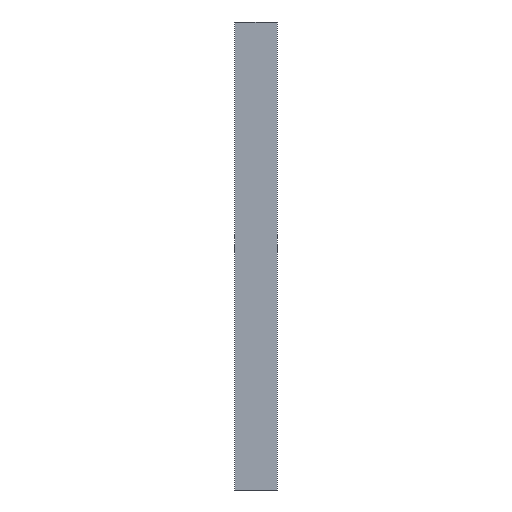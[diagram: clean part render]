
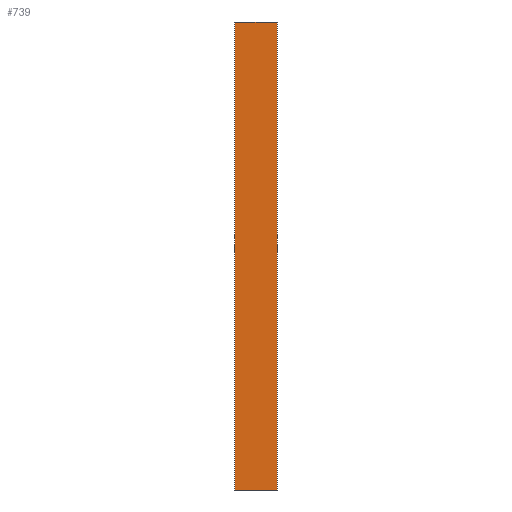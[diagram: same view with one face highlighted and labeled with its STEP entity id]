
A CAD part, left-side view. The second image highlights one B-rep face of the part: STEP entity #739.
In plain terms, the highlighted planar face has unit normal (-1, 0, 0).
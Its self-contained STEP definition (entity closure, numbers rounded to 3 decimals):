
#24 = EDGE_CURVE ( 'NONE', #785, #733, #958, .T. ) ;
#43 = ORIENTED_EDGE ( 'NONE', *, *, #24, .T. ) ;
#142 = CARTESIAN_POINT ( 'NONE',  ( -11.3, 0., 550. ) ) ;
#157 = DIRECTION ( 'NONE',  ( 0., 1., 0. ) ) ;
#169 = CARTESIAN_POINT ( 'NONE',  ( -11.3, 0., 550. ) ) ;
#181 = LINE ( 'NONE', #480, #531 ) ;
#207 = DIRECTION ( 'NONE',  ( 0., -1., 0. ) ) ;
#216 = LINE ( 'NONE', #142, #442 ) ;
#238 = FACE_OUTER_BOUND ( 'NONE', #768, .T. ) ;
#259 = EDGE_CURVE ( 'NONE', #415, #728, #216, .T. ) ;
#278 = CARTESIAN_POINT ( 'NONE',  ( -11.3, 100., 550. ) ) ;
#311 = ORIENTED_EDGE ( 'NONE', *, *, #481, .F. ) ;
#351 = LINE ( 'NONE', #278, #961 ) ;
#386 = AXIS2_PLACEMENT_3D ( 'NONE', #695, #536, #157 ) ;
#401 = EDGE_CURVE ( 'NONE', #733, #728, #181, .T. ) ;
#415 = VERTEX_POINT ( 'NONE', #169 ) ;
#442 = VECTOR ( 'NONE', #754, 1000. ) ;
#480 = CARTESIAN_POINT ( 'NONE',  ( -11.3, 100., -550. ) ) ;
#481 = EDGE_CURVE ( 'NONE', #785, #415, #351, .T. ) ;
#531 = VECTOR ( 'NONE', #797, 1000. ) ;
#536 = DIRECTION ( 'NONE',  ( 1., 0., 0. ) ) ;
#599 = VECTOR ( 'NONE', #963, 1000. ) ;
#685 = ORIENTED_EDGE ( 'NONE', *, *, #401, .T. ) ;
#695 = CARTESIAN_POINT ( 'NONE',  ( -11.3, 100., 550. ) ) ;
#725 = CARTESIAN_POINT ( 'NONE',  ( -11.3, 100., 550. ) ) ;
#728 = VERTEX_POINT ( 'NONE', #913 ) ;
#733 = VERTEX_POINT ( 'NONE', #924 ) ;
#739 = ADVANCED_FACE ( 'NONE', ( #238 ), #908, .F. ) ;
#754 = DIRECTION ( 'NONE',  ( 0., 0., -1. ) ) ;
#768 = EDGE_LOOP ( 'NONE', ( #685, #879, #311, #43 ) ) ;
#785 = VERTEX_POINT ( 'NONE', #933 ) ;
#797 = DIRECTION ( 'NONE',  ( 0., -1., 0. ) ) ;
#879 = ORIENTED_EDGE ( 'NONE', *, *, #259, .F. ) ;
#908 = PLANE ( 'NONE',  #386 ) ;
#913 = CARTESIAN_POINT ( 'NONE',  ( -11.3, 0., -550. ) ) ;
#924 = CARTESIAN_POINT ( 'NONE',  ( -11.3, 100., -550. ) ) ;
#933 = CARTESIAN_POINT ( 'NONE',  ( -11.3, 100., 550. ) ) ;
#958 = LINE ( 'NONE', #725, #599 ) ;
#961 = VECTOR ( 'NONE', #207, 1000. ) ;
#963 = DIRECTION ( 'NONE',  ( 0., 0., -1. ) ) ;
